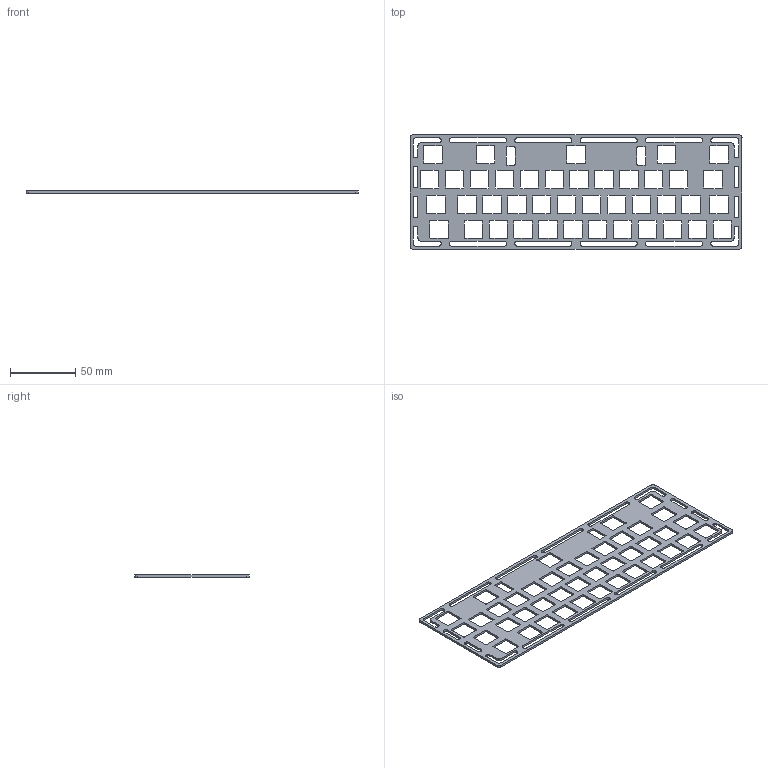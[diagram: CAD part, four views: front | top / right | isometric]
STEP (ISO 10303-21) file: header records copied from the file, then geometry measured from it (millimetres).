
FILE_DESCRIPTION(/* description */ (''),/* implementation_level */ '2;1');
FILE_NAME(/* name */ 'Pragma-Plate.step',/* time_stamp */ '2022-09-15T16:21:33-04:00',/* author */ (''),/* organization */ (''),/* preprocessor_version */ 'ST-DEVELOPER v19',/* originating_system */ 'Autodesk Translation Framework v11.7.0.108',/* authorisation */ '');
FILE_SCHEMA (('AUTOMOTIVE_DESIGN { 1 0 10303 214 3 1 1 }'));
Length unit declared in the file: millimetre
Products named in the file (1): Pragma-Plate
Bounding box: 254.09 x 87.4 x 1.6 mm (x, y, z)
Volume: 19120.1 mm3; surface area: 30591.5 mm2
Topology: 1 solids, 1 shells, 498 faces, 1488 edges, 992 vertices
Faces by surface type: plane 250, cylinder 248
Entity records: 17157 total; most frequent: DIRECTION 2982, CARTESIAN_POINT 2979, ORIENTED_EDGE 2976, EDGE_CURVE 1488, AXIS2_PLACEMENT_3D 995, LINE 992, VECTOR 992, VERTEX_POINT 992
